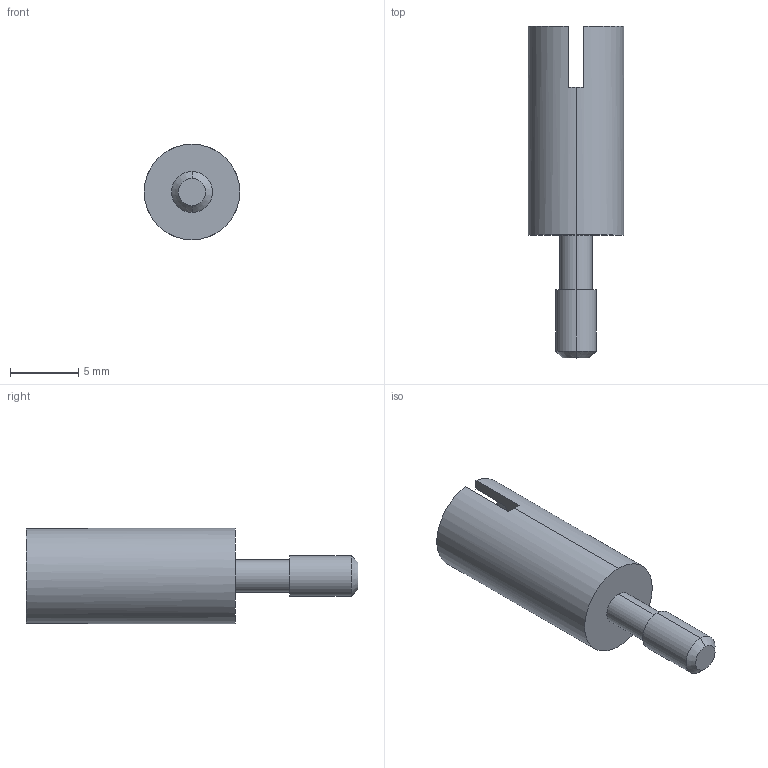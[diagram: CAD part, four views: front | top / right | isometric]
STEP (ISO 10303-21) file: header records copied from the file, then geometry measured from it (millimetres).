
FILE_DESCRIPTION (( 'STEP AP203' ), '1' );
FILE_NAME ('MCODE-M3_S.STP', '2017-08-16T13:37:50', ( '微软用户' ), ( '微软中国' ), 'SwSTEP 2.0', 'SolidWorks 2012', '' );
FILE_SCHEMA (( 'CONFIG_CONTROL_DESIGN' ));
Length unit declared in the file: millimetre
Products named in the file (1): MCODE-M3_S
Bounding box: 7 x 24.3 x 7 mm (x, y, z)
Volume: 545.5 mm3; surface area: 552.9 mm2
Topology: 1 solids, 1 shells, 22 faces, 52 edges, 33 vertices
Faces by surface type: cylinder 8, plane 8, cone 6
Entity records: 737 total; most frequent: CARTESIAN_POINT 140, DIRECTION 118, ORIENTED_EDGE 100, EDGE_CURVE 50, AXIS2_PLACEMENT_3D 47, VERTEX_POINT 33, EDGE_LOOP 25, VECTOR 24
